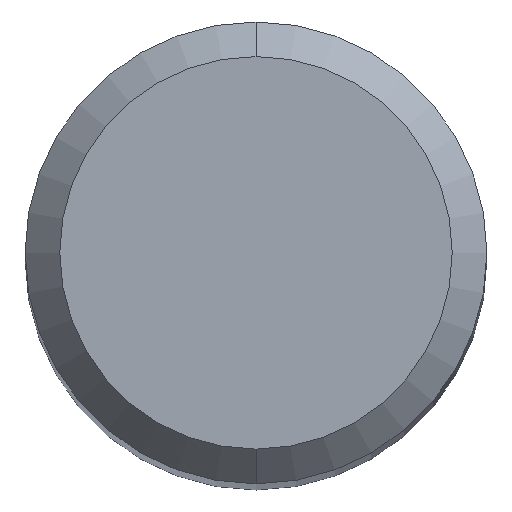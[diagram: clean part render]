
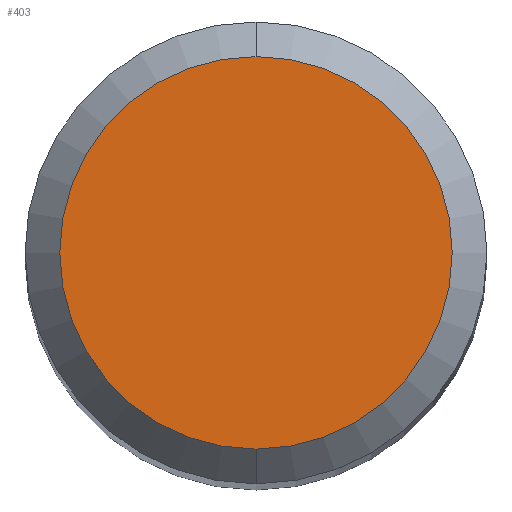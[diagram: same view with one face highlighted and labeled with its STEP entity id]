
A CAD part, top view. The second image highlights one B-rep face of the part: STEP entity #403.
In plain terms, the highlighted planar face has unit normal (0, 0, 1).
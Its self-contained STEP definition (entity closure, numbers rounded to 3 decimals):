
#173=EDGE_CURVE('',#279,#183,#465,.T.);
#183=VERTEX_POINT('',#476);
#233=EDGE_CURVE('',#183,#279,#531,.T.);
#279=VERTEX_POINT('',#582);
#403=ADVANCED_FACE('',(#718),#719,.T.);
#465=CIRCLE('',#777,1.7);
#476=CARTESIAN_POINT('',(0.,-1.7,0.0));
#531=CIRCLE('',#878,1.7);
#582=CARTESIAN_POINT('',(0.0,1.7,0.0));
#718=FACE_OUTER_BOUND('',#1299,.T.);
#719=PLANE('',#1300);
#777=AXIS2_PLACEMENT_3D('',#1387,#1388,#1389);
#878=AXIS2_PLACEMENT_3D('',#1463,#1464,#1465);
#1299=EDGE_LOOP('',(#1665,#1666));
#1300=AXIS2_PLACEMENT_3D('',#1667,#1668,#1669);
#1387=CARTESIAN_POINT('',(0.0,0.0,0.0));
#1388=DIRECTION('',(0.0,0.0,-1.0));
#1389=DIRECTION('',(0.0,1.0,0.0));
#1463=CARTESIAN_POINT('',(0.0,0.0,0.0));
#1464=DIRECTION('',(0.0,0.0,-1.0));
#1465=DIRECTION('',(0.0,1.0,0.0));
#1665=ORIENTED_EDGE('',*,*,#173,.F.);
#1666=ORIENTED_EDGE('',*,*,#233,.F.);
#1667=CARTESIAN_POINT('',(0.0,0.85,0.0));
#1668=DIRECTION('',(-0.0,0.0,1.0));
#1669=DIRECTION('',(0.0,-1.0,0.0));
